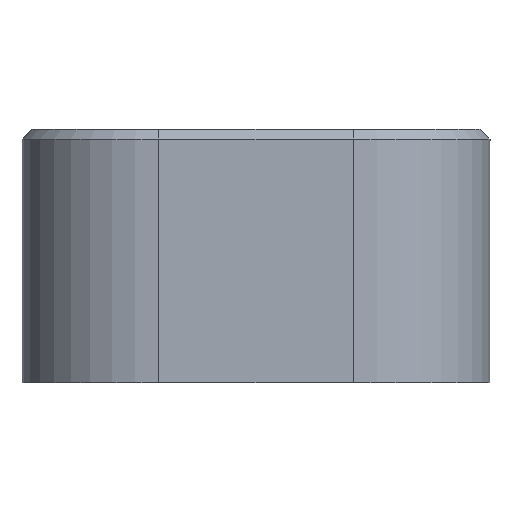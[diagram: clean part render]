
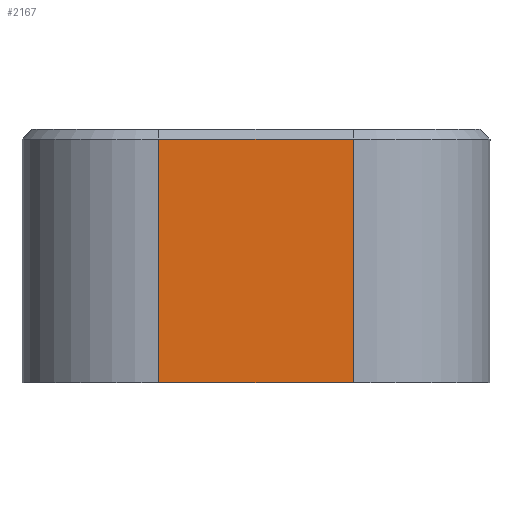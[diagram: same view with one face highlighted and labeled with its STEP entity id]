
A CAD part, front view. The second image highlights one B-rep face of the part: STEP entity #2167.
In plain terms, the highlighted planar face has unit normal (0, -1, 0).
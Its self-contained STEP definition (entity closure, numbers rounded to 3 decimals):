
#69 = DIRECTION ( 'NONE',  ( -1., 0., 0. ) ) ;
#80 = EDGE_CURVE ( 'NONE', #3309, #2990, #487, .T. ) ;
#83 = DIRECTION ( 'NONE',  ( -1., 0., 0. ) ) ;
#212 = DIRECTION ( 'NONE',  ( 0., 0., -1. ) ) ;
#305 = EDGE_CURVE ( 'NONE', #2928, #574, #2471, .T. ) ;
#410 = ORIENTED_EDGE ( 'NONE', *, *, #305, .T. ) ;
#450 = DIRECTION ( 'NONE',  ( 0., 0., -1. ) ) ;
#487 = LINE ( 'NONE', #1513, #2560 ) ;
#574 = VERTEX_POINT ( 'NONE', #1268 ) ;
#847 = LINE ( 'NONE', #1874, #3114 ) ;
#933 = EDGE_LOOP ( 'NONE', ( #3174, #2661, #410, #2153 ) ) ;
#1004 = DIRECTION ( 'NONE',  ( -1., 0., 0. ) ) ;
#1268 = CARTESIAN_POINT ( 'NONE',  ( 0., -23.5, 0. ) ) ;
#1418 = VECTOR ( 'NONE', #1004, 1000. ) ;
#1513 = CARTESIAN_POINT ( 'NONE',  ( 5., -23.5, 6.5 ) ) ;
#1559 = CARTESIAN_POINT ( 'NONE',  ( 0., -23.5, 6.25 ) ) ;
#1697 = CARTESIAN_POINT ( 'NONE',  ( 0., -23.5, 6.5 ) ) ;
#1705 = VECTOR ( 'NONE', #450, 1000. ) ;
#1874 = CARTESIAN_POINT ( 'NONE',  ( 0., -23.5, 6.25 ) ) ;
#2013 = CARTESIAN_POINT ( 'NONE',  ( 5., -23.5, 0. ) ) ;
#2032 = CARTESIAN_POINT ( 'NONE',  ( 5., -23.5, 6.25 ) ) ;
#2153 = ORIENTED_EDGE ( 'NONE', *, *, #2502, .F. ) ;
#2167 = ADVANCED_FACE ( 'NONE', ( #2374 ), #2855, .F. ) ;
#2266 = LINE ( 'NONE', #2013, #1418 ) ;
#2374 = FACE_OUTER_BOUND ( 'NONE', #933, .T. ) ;
#2471 = LINE ( 'NONE', #1697, #1705 ) ;
#2502 = EDGE_CURVE ( 'NONE', #2990, #574, #2266, .T. ) ;
#2560 = VECTOR ( 'NONE', #212, 1000. ) ;
#2632 = CARTESIAN_POINT ( 'NONE',  ( 5., -23.5, 0. ) ) ;
#2657 = DIRECTION ( 'NONE',  ( 0., 1., 0. ) ) ;
#2661 = ORIENTED_EDGE ( 'NONE', *, *, #2671, .T. ) ;
#2671 = EDGE_CURVE ( 'NONE', #3309, #2928, #847, .T. ) ;
#2685 = AXIS2_PLACEMENT_3D ( 'NONE', #3105, #2657, #69 ) ;
#2855 = PLANE ( 'NONE',  #2685 ) ;
#2928 = VERTEX_POINT ( 'NONE', #1559 ) ;
#2990 = VERTEX_POINT ( 'NONE', #2632 ) ;
#3105 = CARTESIAN_POINT ( 'NONE',  ( 0., -23.5, 6.5 ) ) ;
#3114 = VECTOR ( 'NONE', #83, 1000. ) ;
#3174 = ORIENTED_EDGE ( 'NONE', *, *, #80, .F. ) ;
#3309 = VERTEX_POINT ( 'NONE', #2032 ) ;
